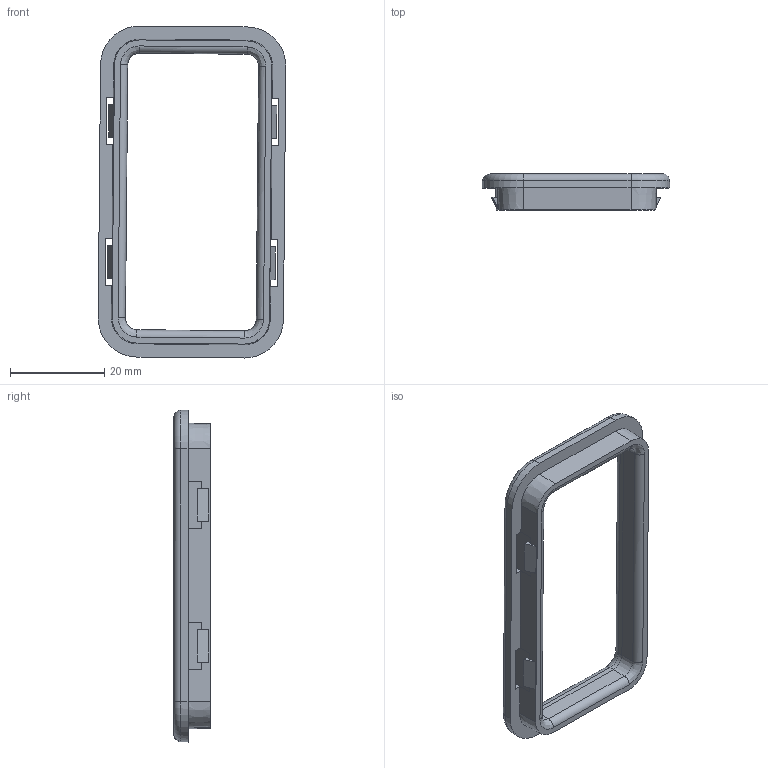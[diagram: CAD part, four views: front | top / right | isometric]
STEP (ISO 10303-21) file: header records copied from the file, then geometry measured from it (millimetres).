
FILE_DESCRIPTION((''),'2;1');
FILE_NAME('BRY_X2_0142_X0_A2-3570','2020-04-30T10:53:07',('tomasz.grudniewski'),(''),'CREO PARAMETRIC BY PTC INC, 2019352','CREO PARAMETRIC BY PTC INC, 2019352','');
FILE_SCHEMA(('CONFIG_CONTROL_DESIGN'));
Length unit declared in the file: millimetre
Products named in the file (1): BRY_X2_0142_X0_A2-3570
Bounding box: 39.89 x 7.7 x 70.61 mm (x, y, z)
Volume: 5148.8 mm3; surface area: 4824.8 mm2
Topology: 3 solids, 3 shells, 95 faces, 252 edges, 156 vertices
Faces by surface type: plane 55, cone 16, cylinder 12, bspline 8, torus 4
Entity records: 4223 total; most frequent: CARTESIAN_POINT 1882, ORIENTED_EDGE 504, DIRECTION 434, EDGE_CURVE 252, VECTOR 180, LINE 180, VERTEX_POINT 156, AXIS2_PLACEMENT_3D 127
